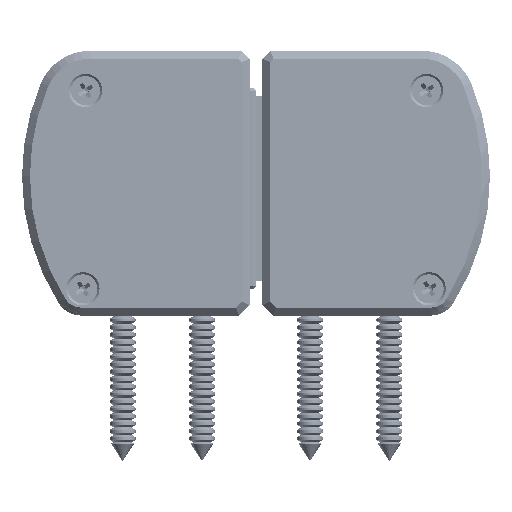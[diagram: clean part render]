
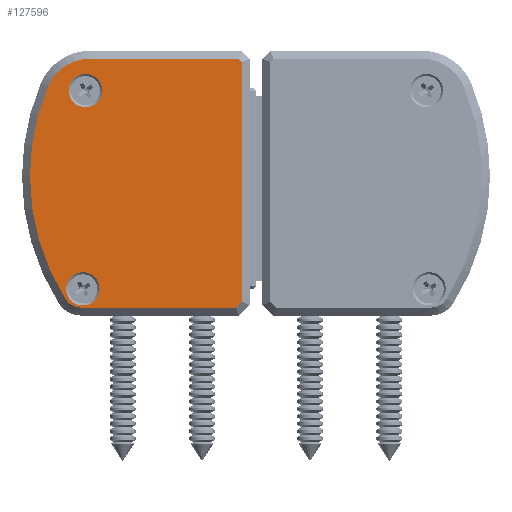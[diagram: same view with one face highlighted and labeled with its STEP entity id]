
A CAD part, front view. The second image highlights one B-rep face of the part: STEP entity #127596.
In plain terms, the highlighted planar face has unit normal (0, -1, 0).
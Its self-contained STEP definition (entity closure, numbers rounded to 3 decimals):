
#3003 = CARTESIAN_POINT ( 'NONE',  ( 8.619, -428., 35.349 ) ) ;
#5088 = CIRCLE ( 'NONE', #20173, 3.15 ) ;
#6810 = VECTOR ( 'NONE', #174592, 1000. ) ;
#9498 = ORIENTED_EDGE ( 'NONE', *, *, #218122, .T. ) ;
#13062 = LINE ( 'NONE', #136722, #63791 ) ;
#13633 = DIRECTION ( 'NONE',  ( 1., 0., 0. ) ) ;
#16023 = DIRECTION ( 'NONE',  ( 0., -1., 0. ) ) ;
#16286 = DIRECTION ( 'NONE',  ( -1., 0., 0. ) ) ;
#16438 = EDGE_CURVE ( 'NONE', #156318, #142494, #225020, .T. ) ;
#16489 = CARTESIAN_POINT ( 'NONE',  ( -33.91, -428., 5.05 ) ) ;
#19395 = FACE_BOUND ( 'NONE', #103205, .T. ) ;
#20173 = AXIS2_PLACEMENT_3D ( 'NONE', #16489, #88305, #231745 ) ;
#20555 = PLANE ( 'NONE',  #208991 ) ;
#24995 = VECTOR ( 'NONE', #16286, 1000. ) ;
#25068 = ORIENTED_EDGE ( 'NONE', *, *, #139145, .T. ) ;
#27772 = DIRECTION ( 'NONE',  ( 0., -1., 0. ) ) ;
#29225 = DIRECTION ( 'NONE',  ( 1., 0., 0. ) ) ;
#30230 = VERTEX_POINT ( 'NONE', #65417 ) ;
#31045 = DIRECTION ( 'NONE',  ( 0., 0., 1. ) ) ;
#31286 = EDGE_CURVE ( 'NONE', #166137, #69787, #202979, .T. ) ;
#34032 = VERTEX_POINT ( 'NONE', #92626 ) ;
#37038 = DIRECTION ( 'NONE',  ( 1., 0., 0. ) ) ;
#44746 = CARTESIAN_POINT ( 'NONE',  ( -32.626, -428., 40. ) ) ;
#51063 = CIRCLE ( 'NONE', #182844, 3.15 ) ;
#51677 = EDGE_LOOP ( 'NONE', ( #58878, #209347 ) ) ;
#53782 = CARTESIAN_POINT ( 'NONE',  ( -32.626, -428., 48.5 ) ) ;
#53940 = CIRCLE ( 'NONE', #185645, 8.5 ) ;
#53984 = DIRECTION ( 'NONE',  ( 0., -1., 0. ) ) ;
#55724 = ORIENTED_EDGE ( 'NONE', *, *, #181707, .T. ) ;
#56919 = DIRECTION ( 'NONE',  ( 0., -1., 0. ) ) ;
#58878 = ORIENTED_EDGE ( 'NONE', *, *, #124592, .F. ) ;
#61098 = EDGE_CURVE ( 'NONE', #194193, #149387, #105007, .T. ) ;
#63167 = CARTESIAN_POINT ( 'NONE',  ( -34.255, -428., 1.5 ) ) ;
#63791 = VECTOR ( 'NONE', #188452, 1000. ) ;
#64933 = EDGE_CURVE ( 'NONE', #69787, #157172, #215049, .T. ) ;
#65417 = CARTESIAN_POINT ( 'NONE',  ( -30.76, -428., 5.05 ) ) ;
#66020 = EDGE_CURVE ( 'NONE', #30230, #185768, #112322, .T. ) ;
#68056 = CARTESIAN_POINT ( 'NONE',  ( -34.255, -428., 5. ) ) ;
#69341 = ORIENTED_EDGE ( 'NONE', *, *, #90338, .T. ) ;
#69787 = VERTEX_POINT ( 'NONE', #76368 ) ;
#72864 = DIRECTION ( 'NONE',  ( 0., -1., 0. ) ) ;
#74041 = DIRECTION ( 'NONE',  ( 1., 0., 0. ) ) ;
#76368 = CARTESIAN_POINT ( 'NONE',  ( -4.531, -428., 48.5 ) ) ;
#77188 = DIRECTION ( 'NONE',  ( -0.707, 0., 0.707 ) ) ;
#79634 = ORIENTED_EDGE ( 'NONE', *, *, #16438, .T. ) ;
#82384 = AXIS2_PLACEMENT_3D ( 'NONE', #86673, #16023, #37038 ) ;
#86673 = CARTESIAN_POINT ( 'NONE',  ( -0.41, -428., 26.32 ) ) ;
#88305 = DIRECTION ( 'NONE',  ( 0., -1., 0. ) ) ;
#90338 = EDGE_CURVE ( 'NONE', #149387, #166137, #227605, .T. ) ;
#92626 = CARTESIAN_POINT ( 'NONE',  ( -40.45, -428., 43.322 ) ) ;
#93926 = EDGE_CURVE ( 'NONE', #185768, #30230, #5088, .T. ) ;
#94865 = EDGE_CURVE ( 'NONE', #142494, #151217, #230330, .T. ) ;
#95490 = CARTESIAN_POINT ( 'NONE',  ( -33.41, -428., 42.5 ) ) ;
#96651 = CARTESIAN_POINT ( 'NONE',  ( -37.06, -428., 5.05 ) ) ;
#103205 = EDGE_LOOP ( 'NONE', ( #218962, #220746 ) ) ;
#105007 = LINE ( 'NONE', #209686, #6810 ) ;
#106327 = AXIS2_PLACEMENT_3D ( 'NONE', #68056, #191591, #29225 ) ;
#112148 = CARTESIAN_POINT ( 'NONE',  ( -36.56, -428., 42.5 ) ) ;
#112322 = CIRCLE ( 'NONE', #183703, 3.15 ) ;
#117879 = DIRECTION ( 'NONE',  ( 1., 0., 0. ) ) ;
#122460 = DIRECTION ( 'NONE',  ( 1., 0., 0. ) ) ;
#124592 = EDGE_CURVE ( 'NONE', #181832, #159449, #51063, .T. ) ;
#126836 = VECTOR ( 'NONE', #31045, 1000. ) ;
#127596 = ADVANCED_FACE ( 'NONE', ( #19395, #214685, #198249 ), #20555, .T. ) ;
#132158 = CIRCLE ( 'NONE', #199773, 3.15 ) ;
#134250 = ORIENTED_EDGE ( 'NONE', *, *, #31286, .T. ) ;
#134997 = CARTESIAN_POINT ( 'NONE',  ( -5.031, -428., 1.5 ) ) ;
#136722 = CARTESIAN_POINT ( 'NONE',  ( -4.41, -428., 1.5 ) ) ;
#138318 = CARTESIAN_POINT ( 'NONE',  ( -3.91, -428., 48.5 ) ) ;
#139145 = EDGE_CURVE ( 'NONE', #157172, #34032, #53940, .T. ) ;
#142494 = VERTEX_POINT ( 'NONE', #143234 ) ;
#142960 = CIRCLE ( 'NONE', #210516, 43.5 ) ;
#143234 = CARTESIAN_POINT ( 'NONE',  ( -37.216, -428., 3.134 ) ) ;
#149309 = CARTESIAN_POINT ( 'NONE',  ( -3.91, -428., 47.879 ) ) ;
#149387 = VERTEX_POINT ( 'NONE', #186168 ) ;
#151217 = VERTEX_POINT ( 'NONE', #63167 ) ;
#154577 = ORIENTED_EDGE ( 'NONE', *, *, #94865, .T. ) ;
#156318 = VERTEX_POINT ( 'NONE', #201737 ) ;
#157172 = VERTEX_POINT ( 'NONE', #229265 ) ;
#159449 = VERTEX_POINT ( 'NONE', #112148 ) ;
#163095 = CARTESIAN_POINT ( 'NONE',  ( -0.41, -428., 26.32 ) ) ;
#166137 = VERTEX_POINT ( 'NONE', #149309 ) ;
#167696 = EDGE_LOOP ( 'NONE', ( #9498, #226585, #69341, #134250, #179019, #25068, #55724, #79634, #154577 ) ) ;
#174592 = DIRECTION ( 'NONE',  ( 0.707, 0., 0.707 ) ) ;
#179019 = ORIENTED_EDGE ( 'NONE', *, *, #64933, .T. ) ;
#181166 = CARTESIAN_POINT ( 'NONE',  ( -33.41, -428., 42.5 ) ) ;
#181707 = EDGE_CURVE ( 'NONE', #34032, #156318, #142960, .T. ) ;
#181832 = VERTEX_POINT ( 'NONE', #228876 ) ;
#182844 = AXIS2_PLACEMENT_3D ( 'NONE', #95490, #184925, #221261 ) ;
#182998 = DIRECTION ( 'NONE',  ( 1., 0., 0. ) ) ;
#183050 = EDGE_CURVE ( 'NONE', #159449, #181832, #132158, .T. ) ;
#183703 = AXIS2_PLACEMENT_3D ( 'NONE', #224289, #27772, #13633 ) ;
#184925 = DIRECTION ( 'NONE',  ( 0., -1., 0. ) ) ;
#185645 = AXIS2_PLACEMENT_3D ( 'NONE', #44746, #207232, #117879 ) ;
#185768 = VERTEX_POINT ( 'NONE', #96651 ) ;
#186168 = CARTESIAN_POINT ( 'NONE',  ( -3.91, -428., 2.621 ) ) ;
#188452 = DIRECTION ( 'NONE',  ( 1., 0., 0. ) ) ;
#191591 = DIRECTION ( 'NONE',  ( 0., -1., 0. ) ) ;
#194193 = VERTEX_POINT ( 'NONE', #134997 ) ;
#198249 = FACE_OUTER_BOUND ( 'NONE', #167696, .T. ) ;
#199773 = AXIS2_PLACEMENT_3D ( 'NONE', #181166, #72864, #74041 ) ;
#200945 = VECTOR ( 'NONE', #77188, 1000. ) ;
#201737 = CARTESIAN_POINT ( 'NONE',  ( -43.91, -428., 26.32 ) ) ;
#202979 = LINE ( 'NONE', #3003, #200945 ) ;
#207232 = DIRECTION ( 'NONE',  ( 0., -1., 0. ) ) ;
#208991 = AXIS2_PLACEMENT_3D ( 'NONE', #163095, #56919, #182998 ) ;
#209347 = ORIENTED_EDGE ( 'NONE', *, *, #183050, .F. ) ;
#209686 = CARTESIAN_POINT ( 'NONE',  ( 9.689, -428., 16.221 ) ) ;
#210516 = AXIS2_PLACEMENT_3D ( 'NONE', #230583, #53984, #122460 ) ;
#214685 = FACE_BOUND ( 'NONE', #51677, .T. ) ;
#215049 = LINE ( 'NONE', #53782, #24995 ) ;
#218122 = EDGE_CURVE ( 'NONE', #151217, #194193, #13062, .T. ) ;
#218962 = ORIENTED_EDGE ( 'NONE', *, *, #66020, .F. ) ;
#220746 = ORIENTED_EDGE ( 'NONE', *, *, #93926, .F. ) ;
#221261 = DIRECTION ( 'NONE',  ( 1., 0., 0. ) ) ;
#224289 = CARTESIAN_POINT ( 'NONE',  ( -33.91, -428., 5.05 ) ) ;
#225020 = CIRCLE ( 'NONE', #82384, 43.5 ) ;
#226585 = ORIENTED_EDGE ( 'NONE', *, *, #61098, .T. ) ;
#227605 = LINE ( 'NONE', #138318, #126836 ) ;
#228876 = CARTESIAN_POINT ( 'NONE',  ( -30.26, -428., 42.5 ) ) ;
#229265 = CARTESIAN_POINT ( 'NONE',  ( -32.626, -428., 48.5 ) ) ;
#230330 = CIRCLE ( 'NONE', #106327, 3.5 ) ;
#230583 = CARTESIAN_POINT ( 'NONE',  ( -0.41, -428., 26.32 ) ) ;
#231745 = DIRECTION ( 'NONE',  ( 1., 0., 0. ) ) ;
